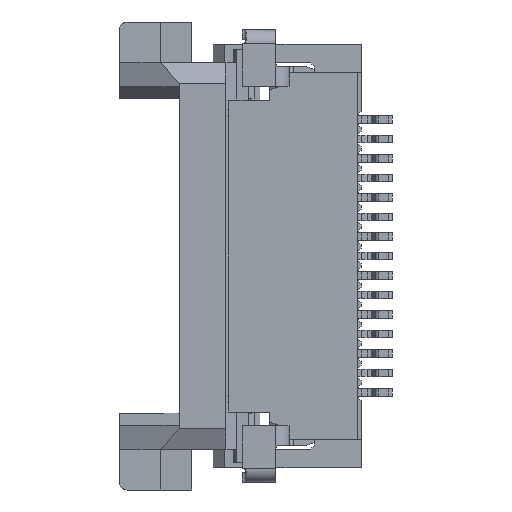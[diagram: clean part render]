
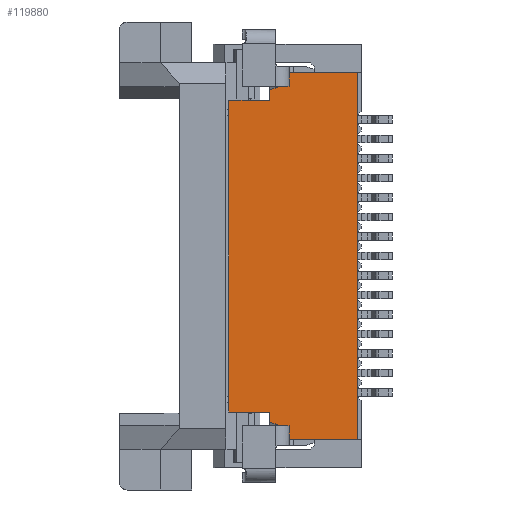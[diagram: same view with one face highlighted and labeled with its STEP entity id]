
A CAD part, left-side view. The second image highlights one B-rep face of the part: STEP entity #119880.
In plain terms, the highlighted face is planar.
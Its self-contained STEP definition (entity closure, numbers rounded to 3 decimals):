
#24440=CARTESIAN_POINT('',(0.5,34.15,-1.93));
#24450=VERTEX_POINT('',#24440);
#24480=CARTESIAN_POINT('',(0.5,34.25,-1.93));
#24490=DIRECTION('',(0.,1.,0.));
#24500=VECTOR('',#24490,1.);
#24510=LINE('',#24480,#24500);
#24520=CARTESIAN_POINT('',(0.5,32.4,-1.93));
#24530=VERTEX_POINT('',#24520);
#24540=EDGE_CURVE('',#24530,#24450,#24510,.T.);
#26490=CARTESIAN_POINT('',(0.5,32.4,-1.205));
#26500=DIRECTION('',(0.,0.,1.));
#26510=VECTOR('',#26500,1.);
#26520=LINE('',#26490,#26510);
#26530=CARTESIAN_POINT('',(0.5,32.4,-2.28));
#26540=VERTEX_POINT('',#26530);
#26550=EDGE_CURVE('',#26540,#24530,#26520,.T.);
#38060=CARTESIAN_POINT('',(0.5,31.3,-2.28));
#38070=DIRECTION('',(0.,1.,0.));
#38080=VECTOR('',#38070,1.);
#38090=LINE('',#38060,#38080);
#38100=CARTESIAN_POINT('',(0.5,32.15,-2.28));
#38110=VERTEX_POINT('',#38100);
#38120=CARTESIAN_POINT('',(0.5,32.337,-2.28));
#38130=VERTEX_POINT('',#38120);
#38140=EDGE_CURVE('',#38110,#38130,#38090,.T.);
#42730=CARTESIAN_POINT('',(0.5,31.9,-2.63));
#42740=VERTEX_POINT('',#42730);
#42770=CARTESIAN_POINT('',(0.5,34.25,-2.63));
#42780=DIRECTION('',(0.,-1.,0.));
#42790=VECTOR('',#42780,1.);
#42800=LINE('',#42770,#42790);
#42810=CARTESIAN_POINT('',(0.5,30.85,-2.63));
#42820=VERTEX_POINT('',#42810);
#42830=EDGE_CURVE('',#42740,#42820,#42800,.T.);
#57030=CARTESIAN_POINT('',(0.5,34.25,-2.28));
#57040=DIRECTION('',(0.,1.,0.));
#57050=VECTOR('',#57040,1.);
#57060=LINE('',#57030,#57050);
#57070=EDGE_CURVE('',#38130,#26540,#57060,.T.);
#80340=CARTESIAN_POINT('',(0.5,34.25,-1.44));
#80350=DIRECTION('',(0.,0.928,
0.371));
#80360=VECTOR('',#80350,1.);
#80370=LINE('',#80340,#80360);
#80380=CARTESIAN_POINT('',(0.5,31.9,-2.38));
#80390=VERTEX_POINT('',#80380);
#80400=EDGE_CURVE('',#80390,#38110,#80370,.T.);
#103110=CARTESIAN_POINT('',(0.5,34.15,-11.33));
#103120=VERTEX_POINT('',#103110);
#103150=CARTESIAN_POINT('',(0.5,34.15,-17.52));
#103160=DIRECTION('',(0.,0.,-1.));
#103170=VECTOR('',#103160,1.);
#103180=LINE('',#103150,#103170);
#103190=EDGE_CURVE('',#24450,#103120,#103180,.T.);
#108390=CARTESIAN_POINT('',(0.5,30.85,-10.63));
#108400=VERTEX_POINT('',#108390);
#108520=CARTESIAN_POINT('',(0.5,30.85,-14.74));
#108530=DIRECTION('',(0.,0.,-1.));
#108540=VECTOR('',#108530,1.);
#108550=LINE('',#108520,#108540);
#108560=EDGE_CURVE('',#42820,#108400,#108550,.T.);
#110950=CARTESIAN_POINT('',(0.5,32.337,-10.98));
#110960=VERTEX_POINT('',#110950);
#111010=CARTESIAN_POINT('',(0.5,34.25,-10.98));
#111020=DIRECTION('',(0.,1.,0.));
#111030=VECTOR('',#111020,1.);
#111040=LINE('',#111010,#111030);
#111050=CARTESIAN_POINT('',(0.5,32.4,-10.98));
#111060=VERTEX_POINT('',#111050);
#111070=EDGE_CURVE('',#110960,#111060,#111040,.T.);
#117960=CARTESIAN_POINT('',(0.5,32.15,-10.98));
#117970=VERTEX_POINT('',#117960);
#118000=CARTESIAN_POINT('',(0.5,31.3,-10.98));
#118010=DIRECTION('',(0.,1.,0.));
#118020=VECTOR('',#118010,1.);
#118030=LINE('',#118000,#118020);
#118040=EDGE_CURVE('',#117970,#110960,#118030,.T.);
#118520=CARTESIAN_POINT('',(0.5,31.9,-10.88));
#118530=VERTEX_POINT('',#118520);
#118580=CARTESIAN_POINT('',(0.5,34.25,-11.82));
#118590=DIRECTION('',(0.,0.928,
-0.371));
#118600=VECTOR('',#118590,1.);
#118610=LINE('',#118580,#118600);
#118620=EDGE_CURVE('',#118530,#117970,#118610,.T.);
#119360=CARTESIAN_POINT('',(0.5,34.25,-14.055));
#119370=DIRECTION('',(-1.,0.,0.));
#119380=DIRECTION('',(0.,0.,1.));
#119390=AXIS2_PLACEMENT_3D('',#119360,#119370,#119380);
#119400=PLANE('',#119390);
#119410=CARTESIAN_POINT('',(0.5,34.25,-11.33));
#119420=DIRECTION('',(0.,1.,0.));
#119430=VECTOR('',#119420,1.);
#119440=LINE('',#119410,#119430);
#119450=CARTESIAN_POINT('',(0.5,32.4,-11.33));
#119460=VERTEX_POINT('',#119450);
#119470=EDGE_CURVE('',#119460,#103120,#119440,.T.);
#119480=ORIENTED_EDGE('',*,*,#119470,.T.);
#119490=CARTESIAN_POINT('',(0.5,32.4,-12.055));
#119500=DIRECTION('',(0.,0.,-1.));
#119510=VECTOR('',#119500,1.);
#119520=LINE('',#119490,#119510);
#119530=EDGE_CURVE('',#111060,#119460,#119520,.T.);
#119540=ORIENTED_EDGE('',*,*,#119530,.T.);
#119550=ORIENTED_EDGE('',*,*,#111070,.T.);
#119560=ORIENTED_EDGE('',*,*,#118040,.T.);
#119570=ORIENTED_EDGE('',*,*,#118620,.T.);
#119580=CARTESIAN_POINT('',(0.5,31.9,-12.055));
#119590=DIRECTION('',(0.,0.,-1.));
#119600=VECTOR('',#119590,1.);
#119610=LINE('',#119580,#119600);
#119620=CARTESIAN_POINT('',(0.5,31.9,-10.63));
#119630=VERTEX_POINT('',#119620);
#119640=EDGE_CURVE('',#119630,#118530,#119610,.T.);
#119650=ORIENTED_EDGE('',*,*,#119640,.T.);
#119660=CARTESIAN_POINT('',(0.5,34.25,-10.63));
#119670=DIRECTION('',(0.,-1.,0.));
#119680=VECTOR('',#119670,1.);
#119690=LINE('',#119660,#119680);
#119700=EDGE_CURVE('',#119630,#108400,#119690,.T.);
#119710=ORIENTED_EDGE('',*,*,#119700,.F.);
#119720=ORIENTED_EDGE('',*,*,#108560,.T.);
#119730=ORIENTED_EDGE('',*,*,#42830,.T.);
#119740=CARTESIAN_POINT('',(0.5,31.9,-1.205));
#119750=DIRECTION('',(0.,0.,1.));
#119760=VECTOR('',#119750,1.);
#119770=LINE('',#119740,#119760);
#119780=EDGE_CURVE('',#42740,#80390,#119770,.T.);
#119790=ORIENTED_EDGE('',*,*,#119780,.F.);
#119800=ORIENTED_EDGE('',*,*,#80400,.F.);
#119810=ORIENTED_EDGE('',*,*,#38140,.F.);
#119820=ORIENTED_EDGE('',*,*,#57070,.F.);
#119830=ORIENTED_EDGE('',*,*,#26550,.F.);
#119840=ORIENTED_EDGE('',*,*,#24540,.F.);
#119850=ORIENTED_EDGE('',*,*,#103190,.F.);
#119860=EDGE_LOOP('',(#119850,#119840,#119830,#119820,#119810,#119800,
#119790,#119730,#119720,#119710,#119650,#119570,#119560,#119550,#119540,
#119480));
#119870=FACE_OUTER_BOUND('',#119860,.T.);
#119880=ADVANCED_FACE('',(#119870),#119400,.F.);
